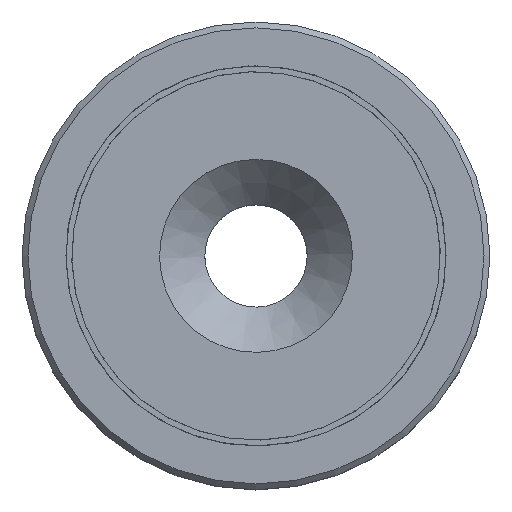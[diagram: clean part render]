
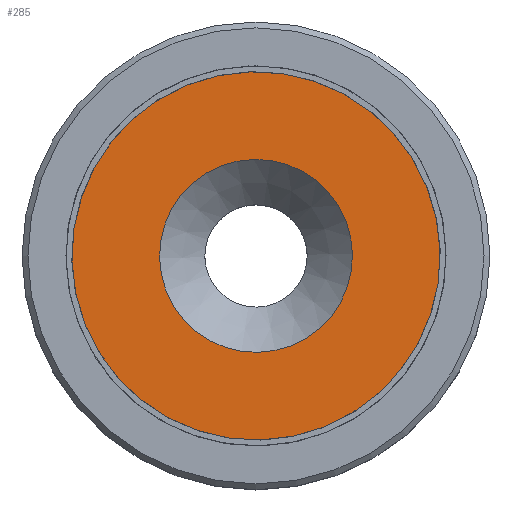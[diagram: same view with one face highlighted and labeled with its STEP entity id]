
A CAD part, top view. The second image highlights one B-rep face of the part: STEP entity #285.
In plain terms, the highlighted face is planar.
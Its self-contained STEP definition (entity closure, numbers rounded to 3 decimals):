
#43=FACE_BOUND('',#88,.T.);
#50=PLANE('',#418);
#67=FACE_OUTER_BOUND('',#87,.T.);
#87=EDGE_LOOP('',(#242,#243));
#88=EDGE_LOOP('',(#244,#245));
#132=CIRCLE('',#416,3.3);
#133=CIRCLE('',#417,3.3);
#134=CIRCLE('',#419,6.3);
#135=CIRCLE('',#420,6.3);
#156=VERTEX_POINT('',#590);
#157=VERTEX_POINT('',#592);
#158=VERTEX_POINT('',#596);
#159=VERTEX_POINT('',#597);
#187=EDGE_CURVE('',#157,#156,#132,.T.);
#188=EDGE_CURVE('',#156,#157,#133,.T.);
#189=EDGE_CURVE('',#158,#159,#134,.T.);
#190=EDGE_CURVE('',#159,#158,#135,.T.);
#242=ORIENTED_EDGE('',*,*,#189,.F.);
#243=ORIENTED_EDGE('',*,*,#190,.F.);
#244=ORIENTED_EDGE('',*,*,#187,.T.);
#245=ORIENTED_EDGE('',*,*,#188,.T.);
#285=ADVANCED_FACE('',(#67,#43),#50,.T.);
#416=AXIS2_PLACEMENT_3D('',#593,#498,#499);
#417=AXIS2_PLACEMENT_3D('',#594,#500,#501);
#418=AXIS2_PLACEMENT_3D('',#595,#502,#503);
#419=AXIS2_PLACEMENT_3D('',#598,#504,#505);
#420=AXIS2_PLACEMENT_3D('',#599,#506,#507);
#498=DIRECTION('center_axis',(1.,0.,0.));
#499=DIRECTION('ref_axis',(0.,0.,-1.));
#500=DIRECTION('center_axis',(1.,0.,0.));
#501=DIRECTION('ref_axis',(0.,0.,-1.));
#502=DIRECTION('center_axis',(-1.,0.,0.));
#503=DIRECTION('ref_axis',(0.,0.,1.));
#504=DIRECTION('center_axis',(1.,0.,0.));
#505=DIRECTION('ref_axis',(0.,0.,-1.));
#506=DIRECTION('center_axis',(1.,0.,0.));
#507=DIRECTION('ref_axis',(0.,0.,-1.));
#590=CARTESIAN_POINT('',(-3.7,-3.3,0.));
#592=CARTESIAN_POINT('',(-3.7,3.3,0.));
#593=CARTESIAN_POINT('Origin',(-3.7,0.,0.));
#594=CARTESIAN_POINT('Origin',(-3.7,0.,0.));
#595=CARTESIAN_POINT('Origin',(-3.7,6.3,0.));
#596=CARTESIAN_POINT('',(-3.7,6.3,0.));
#597=CARTESIAN_POINT('',(-3.7,-6.3,0.));
#598=CARTESIAN_POINT('Origin',(-3.7,0.,0.));
#599=CARTESIAN_POINT('Origin',(-3.7,0.,0.));
